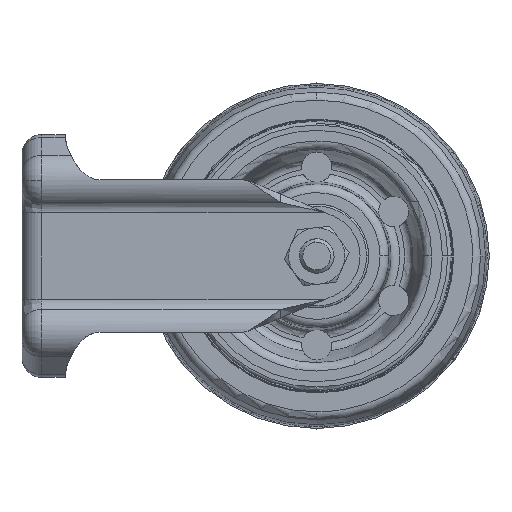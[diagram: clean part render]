
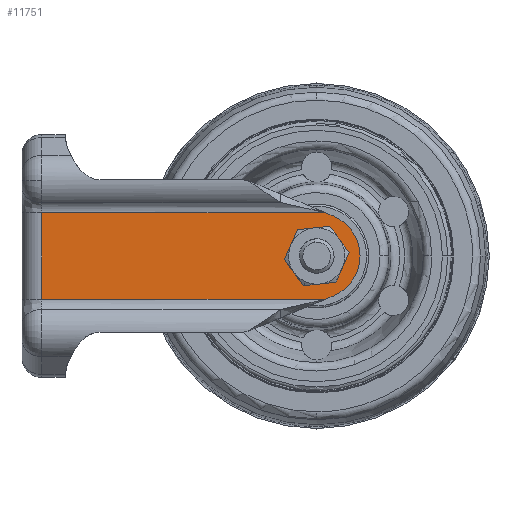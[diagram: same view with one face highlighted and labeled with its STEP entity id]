
A CAD part, left-side view. The second image highlights one B-rep face of the part: STEP entity #11751.
In plain terms, the highlighted planar face has unit normal (-1, 0, 0).
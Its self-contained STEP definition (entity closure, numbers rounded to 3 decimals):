
#347 = LINE ( 'NONE', #4732, #7425 ) ;
#698 = EDGE_CURVE ( 'NONE', #11390, #17887, #11781, .T. ) ;
#890 = CARTESIAN_POINT ( 'NONE',  ( -20.5, -68., 4.25 ) ) ;
#1694 = VERTEX_POINT ( 'NONE', #36975 ) ;
#2251 = EDGE_CURVE ( 'NONE', #35953, #34987, #347, .T. ) ;
#2480 = CARTESIAN_POINT ( 'NONE',  ( -20.5, -68., 0. ) ) ;
#2669 = VERTEX_POINT ( 'NONE', #39167 ) ;
#4627 = DIRECTION ( 'NONE',  ( -1., 0., 0. ) ) ;
#4732 = CARTESIAN_POINT ( 'NONE',  ( -20.5, -69.989, -10. ) ) ;
#5545 = DIRECTION ( 'NONE',  ( 0., 0., -1. ) ) ;
#6172 = LINE ( 'NONE', #18457, #22259 ) ;
#6316 = DIRECTION ( 'NONE',  ( 0., 0.924, 0.383 ) ) ;
#6936 = ORIENTED_EDGE ( 'NONE', *, *, #8790, .F. ) ;
#7425 = VECTOR ( 'NONE', #13801, 1000. ) ;
#8790 = EDGE_CURVE ( 'NONE', #17887, #11390, #25310, .T. ) ;
#10209 = DIRECTION ( 'NONE',  ( -1., 0., 0. ) ) ;
#10254 = AXIS2_PLACEMENT_3D ( 'NONE', #2480, #23638, #5545 ) ;
#10642 = VERTEX_POINT ( 'NONE', #20955 ) ;
#11390 = VERTEX_POINT ( 'NONE', #890 ) ;
#11751 = ADVANCED_FACE ( 'NONE', ( #36059, #28837 ), #20031, .T. ) ;
#11781 = CIRCLE ( 'NONE', #37489, 4.25 ) ;
#11825 = AXIS2_PLACEMENT_3D ( 'NONE', #32299, #14039, #35402 ) ;
#12037 = ORIENTED_EDGE ( 'NONE', *, *, #19060, .T. ) ;
#12249 = VECTOR ( 'NONE', #6316, 1000. ) ;
#12372 = DIRECTION ( 'NONE',  ( 0., 1., 0. ) ) ;
#13801 = DIRECTION ( 'NONE',  ( 0., -0.924, 0.383 ) ) ;
#14039 = DIRECTION ( 'NONE',  ( -1., 0., 0. ) ) ;
#14946 = ORIENTED_EDGE ( 'NONE', *, *, #25671, .T. ) ;
#15460 = CARTESIAN_POINT ( 'NONE',  ( -20.5, -69.989, -10. ) ) ;
#15464 = CARTESIAN_POINT ( 'NONE',  ( -20.5, -4.5, 10. ) ) ;
#17887 = VERTEX_POINT ( 'NONE', #24746 ) ;
#18457 = CARTESIAN_POINT ( 'NONE',  ( -20.5, -4.5, -10. ) ) ;
#18903 = DIRECTION ( 'NONE',  ( 0., 0., -1. ) ) ;
#19060 = EDGE_CURVE ( 'NONE', #34987, #20187, #33616, .T. ) ;
#20031 = PLANE ( 'NONE',  #11825 ) ;
#20187 = VERTEX_POINT ( 'NONE', #23231 ) ;
#20353 = LINE ( 'NONE', #21120, #12249 ) ;
#20955 = CARTESIAN_POINT ( 'NONE',  ( -20.5, -4.5, 10. ) ) ;
#21120 = CARTESIAN_POINT ( 'NONE',  ( -20.5, -71.827, 9.239 ) ) ;
#21281 = ORIENTED_EDGE ( 'NONE', *, *, #26743, .T. ) ;
#22259 = VECTOR ( 'NONE', #24254, 1000. ) ;
#22293 = AXIS2_PLACEMENT_3D ( 'NONE', #28428, #10209, #31521 ) ;
#22540 = VECTOR ( 'NONE', #18903, 1000. ) ;
#22608 = LINE ( 'NONE', #15464, #29758 ) ;
#22743 = CARTESIAN_POINT ( 'NONE',  ( -20.5, -68., 0. ) ) ;
#23231 = CARTESIAN_POINT ( 'NONE',  ( -20.5, -71.827, 9.239 ) ) ;
#23638 = DIRECTION ( 'NONE',  ( -1., 0., 0. ) ) ;
#24254 = DIRECTION ( 'NONE',  ( 0., -1., 0. ) ) ;
#24746 = CARTESIAN_POINT ( 'NONE',  ( -20.5, -68., -4.25 ) ) ;
#25310 = CIRCLE ( 'NONE', #22293, 4.25 ) ;
#25671 = EDGE_CURVE ( 'NONE', #20187, #1694, #20353, .T. ) ;
#25759 = DIRECTION ( 'NONE',  ( 0., 0., 1. ) ) ;
#26743 = EDGE_CURVE ( 'NONE', #1694, #10642, #22608, .T. ) ;
#27184 = EDGE_LOOP ( 'NONE', ( #6936, #37534 ) ) ;
#27983 = ORIENTED_EDGE ( 'NONE', *, *, #2251, .T. ) ;
#28428 = CARTESIAN_POINT ( 'NONE',  ( -20.5, -68., 0. ) ) ;
#28570 = ORIENTED_EDGE ( 'NONE', *, *, #36051, .T. ) ;
#28837 = FACE_OUTER_BOUND ( 'NONE', #32347, .T. ) ;
#29490 = CARTESIAN_POINT ( 'NONE',  ( -20.5, -71.827, -9.239 ) ) ;
#29758 = VECTOR ( 'NONE', #12372, 1000. ) ;
#30646 = LINE ( 'NONE', #36821, #22540 ) ;
#31521 = DIRECTION ( 'NONE',  ( 0., 0., 1. ) ) ;
#32299 = CARTESIAN_POINT ( 'NONE',  ( -20.5, -4.5, -10. ) ) ;
#32347 = EDGE_LOOP ( 'NONE', ( #28570, #34452, #27983, #12037, #14946, #21281 ) ) ;
#33616 = CIRCLE ( 'NONE', #10254, 10. ) ;
#34452 = ORIENTED_EDGE ( 'NONE', *, *, #39194, .T. ) ;
#34987 = VERTEX_POINT ( 'NONE', #29490 ) ;
#35402 = DIRECTION ( 'NONE',  ( 0., 0., 1. ) ) ;
#35953 = VERTEX_POINT ( 'NONE', #15460 ) ;
#36051 = EDGE_CURVE ( 'NONE', #10642, #2669, #30646, .T. ) ;
#36059 = FACE_BOUND ( 'NONE', #27184, .T. ) ;
#36821 = CARTESIAN_POINT ( 'NONE',  ( -20.5, -4.5, -10. ) ) ;
#36975 = CARTESIAN_POINT ( 'NONE',  ( -20.5, -69.989, 10. ) ) ;
#37489 = AXIS2_PLACEMENT_3D ( 'NONE', #22743, #4627, #25759 ) ;
#37534 = ORIENTED_EDGE ( 'NONE', *, *, #698, .F. ) ;
#39167 = CARTESIAN_POINT ( 'NONE',  ( -20.5, -4.5, -10. ) ) ;
#39194 = EDGE_CURVE ( 'NONE', #2669, #35953, #6172, .T. ) ;
